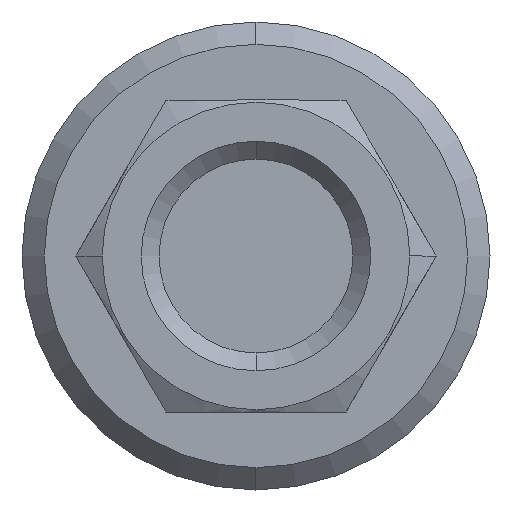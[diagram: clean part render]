
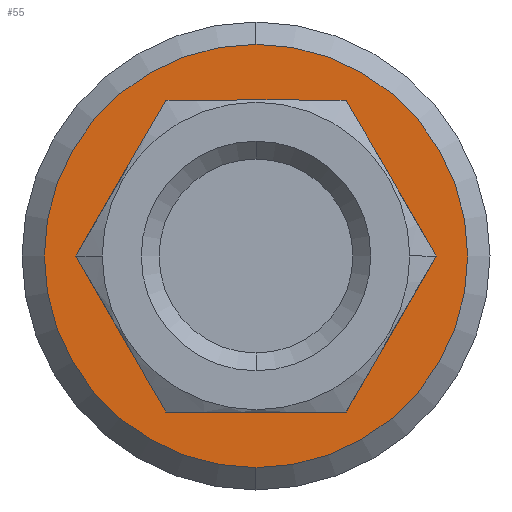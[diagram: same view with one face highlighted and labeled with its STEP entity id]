
A CAD part, front view. The second image highlights one B-rep face of the part: STEP entity #55.
In plain terms, the highlighted planar face has unit normal (0, -1, 0).
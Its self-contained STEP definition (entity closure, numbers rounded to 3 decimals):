
#55 = ADVANCED_FACE ( 'NONE', ( #984, #928 ), #927, .F. ) ;
#56 = EDGE_LOOP ( 'NONE', ( #57, #58, #59, #60, #61, #62 ) ) ;
#57 = ORIENTED_EDGE ( 'NONE', *, *, #222, .F. ) ;
#58 = ORIENTED_EDGE ( 'NONE', *, *, #68, .F. ) ;
#59 = ORIENTED_EDGE ( 'NONE', *, *, #225, .F. ) ;
#60 = ORIENTED_EDGE ( 'NONE', *, *, #243, .F. ) ;
#61 = ORIENTED_EDGE ( 'NONE', *, *, #219, .F. ) ;
#62 = ORIENTED_EDGE ( 'NONE', *, *, #105, .F. ) ;
#63 = EDGE_LOOP ( 'NONE', ( #64, #65 ) ) ;
#64 = ORIENTED_EDGE ( 'NONE', *, *, #300, .F. ) ;
#65 = ORIENTED_EDGE ( 'NONE', *, *, #444, .F. ) ;
#68 = EDGE_CURVE ( 'NONE', #226, #254, #922, .T. ) ;
#97 = VERTEX_POINT ( 'NONE', #884 ) ;
#105 = EDGE_CURVE ( 'NONE', #255, #106, #876, .T. ) ;
#106 = VERTEX_POINT ( 'NONE', #868 ) ;
#219 = EDGE_CURVE ( 'NONE', #106, #97, #1183, .T. ) ;
#222 = EDGE_CURVE ( 'NONE', #254, #255, #1184, .T. ) ;
#225 = EDGE_CURVE ( 'NONE', #244, #226, #1110, .T. ) ;
#226 = VERTEX_POINT ( 'NONE', #1105 ) ;
#243 = EDGE_CURVE ( 'NONE', #97, #244, #1132, .T. ) ;
#244 = VERTEX_POINT ( 'NONE', #1128 ) ;
#254 = VERTEX_POINT ( 'NONE', #1145 ) ;
#255 = VERTEX_POINT ( 'NONE', #1144 ) ;
#300 = EDGE_CURVE ( 'NONE', #463, #358, #1292, .T. ) ;
#358 = VERTEX_POINT ( 'NONE', #1379 ) ;
#444 = EDGE_CURVE ( 'NONE', #358, #463, #1543, .T. ) ;
#463 = VERTEX_POINT ( 'NONE', #1588 ) ;
#868 = CARTESIAN_POINT ( 'NONE',  ( -8.083, 7.5, 0. ) ) ;
#870 = DIRECTION ( 'NONE',  ( -0.5, 0., -0.866 ) ) ;
#871 = VECTOR ( 'NONE', #870, 1000. ) ;
#872 = CARTESIAN_POINT ( 'NONE',  ( -4.45, 7.5, 6.293 ) ) ;
#876 = LINE ( 'NONE', #872, #871 ) ;
#884 = CARTESIAN_POINT ( 'NONE',  ( -4.041, 7.5, -7. ) ) ;
#919 = DIRECTION ( 'NONE',  ( -0.5, 0., 0.866 ) ) ;
#920 = VECTOR ( 'NONE', #919, 1000. ) ;
#921 = CARTESIAN_POINT ( 'NONE',  ( 7.675, 7.5, 0.707 ) ) ;
#922 = LINE ( 'NONE', #921, #920 ) ;
#923 = DIRECTION ( 'NONE',  ( 0., 0., 1. ) ) ;
#924 = DIRECTION ( 'NONE',  ( 0., 1., 0. ) ) ;
#925 = CARTESIAN_POINT ( 'NONE',  ( -5.9, 7.5, 0. ) ) ;
#926 = AXIS2_PLACEMENT_3D ( 'NONE', #925, #924, #923 ) ;
#927 = PLANE ( 'NONE',  #926 ) ;
#928 = FACE_OUTER_BOUND ( 'NONE', #63, .T. ) ;
#984 = FACE_BOUND ( 'NONE', #56, .T. ) ;
#1105 = CARTESIAN_POINT ( 'NONE',  ( 8.083, 7.5, 0. ) ) ;
#1107 = DIRECTION ( 'NONE',  ( 0.5, 0., 0.866 ) ) ;
#1108 = VECTOR ( 'NONE', #1107, 1000. ) ;
#1109 = CARTESIAN_POINT ( 'NONE',  ( 7.675, 7.5, -0.707 ) ) ;
#1110 = LINE ( 'NONE', #1109, #1108 ) ;
#1111 = DIRECTION ( 'NONE',  ( -1., 0., 0. ) ) ;
#1112 = VECTOR ( 'NONE', #1111, 1000. ) ;
#1128 = CARTESIAN_POINT ( 'NONE',  ( 4.041, 7.5, -7. ) ) ;
#1129 = DIRECTION ( 'NONE',  ( 1., 0., 0. ) ) ;
#1130 = VECTOR ( 'NONE', #1129, 1000. ) ;
#1131 = CARTESIAN_POINT ( 'NONE',  ( 6.45, 7.5, -7. ) ) ;
#1132 = LINE ( 'NONE', #1131, #1130 ) ;
#1144 = CARTESIAN_POINT ( 'NONE',  ( -4.041, 7.5, 7. ) ) ;
#1145 = CARTESIAN_POINT ( 'NONE',  ( 4.041, 7.5, 7. ) ) ;
#1179 = CARTESIAN_POINT ( 'NONE',  ( 6.45, 7.5, 7. ) ) ;
#1180 = DIRECTION ( 'NONE',  ( 0.5, 0., -0.866 ) ) ;
#1181 = VECTOR ( 'NONE', #1180, 1000. ) ;
#1182 = CARTESIAN_POINT ( 'NONE',  ( -4.45, 7.5, -6.293 ) ) ;
#1183 = LINE ( 'NONE', #1182, #1181 ) ;
#1184 = LINE ( 'NONE', #1179, #1112 ) ;
#1292 = CIRCLE ( 'NONE', #1302, 9.5 ) ;
#1299 = DIRECTION ( 'NONE',  ( 0., 0., -1. ) ) ;
#1300 = DIRECTION ( 'NONE',  ( 0., 1., 0. ) ) ;
#1301 = CARTESIAN_POINT ( 'NONE',  ( 0., 7.5, 0. ) ) ;
#1302 = AXIS2_PLACEMENT_3D ( 'NONE', #1301, #1300, #1299 ) ;
#1379 = CARTESIAN_POINT ( 'NONE',  ( 0., 7.5, 9.5 ) ) ;
#1539 = DIRECTION ( 'NONE',  ( 0., 0., -1. ) ) ;
#1540 = DIRECTION ( 'NONE',  ( 0., 1., 0. ) ) ;
#1541 = CARTESIAN_POINT ( 'NONE',  ( 0., 7.5, 0. ) ) ;
#1542 = AXIS2_PLACEMENT_3D ( 'NONE', #1541, #1540, #1539 ) ;
#1543 = CIRCLE ( 'NONE', #1542, 9.5 ) ;
#1588 = CARTESIAN_POINT ( 'NONE',  ( 0., 7.5, -9.5 ) ) ;
